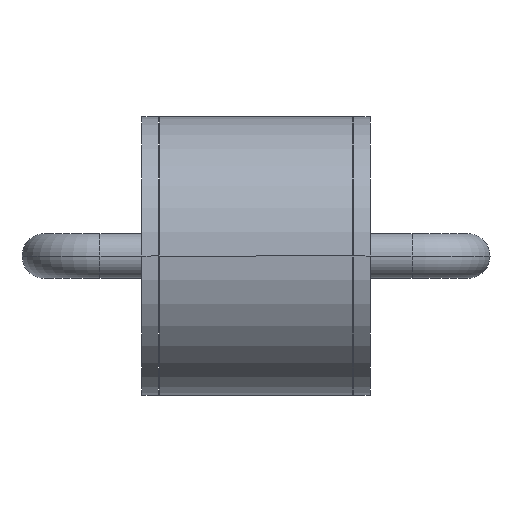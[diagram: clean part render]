
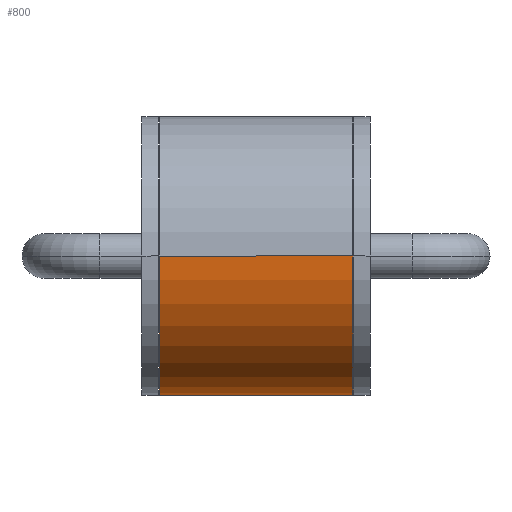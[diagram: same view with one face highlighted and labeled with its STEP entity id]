
A CAD part, front view. The second image highlights one B-rep face of the part: STEP entity #800.
In plain terms, the highlighted cylindrical face has radius 2.5 mm (diameter 5 mm), a partial arc.
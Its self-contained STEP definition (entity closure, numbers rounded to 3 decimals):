
#433=CARTESIAN_POINT('',(3.79,0.,0.));
#434=DIRECTION('',(1.,0.,0.));
#435=DIRECTION('',(0.,-1.,0.));
#436=AXIS2_PLACEMENT_3D('',#433,#434,#435);
#438=CARTESIAN_POINT('',(0.31,0.,0.));
#439=DIRECTION('',(-1.,0.,0.));
#440=DIRECTION('',(0.,1.,0.));
#441=AXIS2_PLACEMENT_3D('',#438,#439,#440);
#443=DIRECTION('',(1.,0.,0.));
#444=VECTOR('',#443,3.48);
#445=CARTESIAN_POINT('',(0.31,-2.5,0.));
#446=LINE('',#445,#444);
#467=DIRECTION('',(1.,0.,0.));
#468=VECTOR('',#467,3.48);
#469=CARTESIAN_POINT('',(0.31,2.5,0.));
#470=LINE('',#469,#468);
#541=CARTESIAN_POINT('',(3.79,-2.5,0.));
#542=CARTESIAN_POINT('',(3.79,2.5,0.));
#543=VERTEX_POINT('',#541);
#544=VERTEX_POINT('',#542);
#545=CARTESIAN_POINT('',(0.31,2.5,0.));
#546=CARTESIAN_POINT('',(0.31,-2.5,0.));
#547=VERTEX_POINT('',#545);
#548=VERTEX_POINT('',#546);
#786=CARTESIAN_POINT('',(0.,0.,0.));
#787=DIRECTION('',(1.,0.,0.));
#788=DIRECTION('',(0.,-1.,0.));
#789=AXIS2_PLACEMENT_3D('',#786,#787,#788);
#790=CYLINDRICAL_SURFACE('',#789,2.5);
#792=ORIENTED_EDGE('',*,*,#791,.T.);
#794=ORIENTED_EDGE('',*,*,#793,.F.);
#795=ORIENTED_EDGE('',*,*,#774,.T.);
#797=ORIENTED_EDGE('',*,*,#796,.T.);
#798=EDGE_LOOP('',(#792,#794,#795,#797));
#799=FACE_OUTER_BOUND('',#798,.F.);
#437=CIRCLE('',#436,2.5);
#442=CIRCLE('',#441,2.5);
#774=EDGE_CURVE('',#547,#548,#442,.T.);
#791=EDGE_CURVE('',#543,#544,#437,.T.);
#793=EDGE_CURVE('',#547,#544,#470,.T.);
#796=EDGE_CURVE('',#548,#543,#446,.T.);
#800=ADVANCED_FACE('',(#799),#790,.T.);
